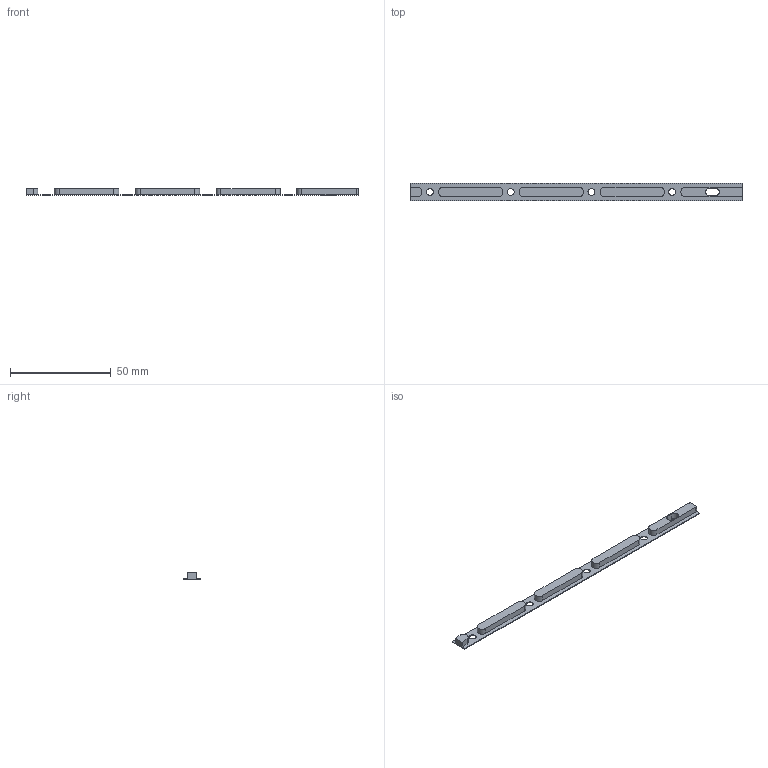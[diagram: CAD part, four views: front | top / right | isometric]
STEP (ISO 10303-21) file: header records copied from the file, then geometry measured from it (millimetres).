
FILE_DESCRIPTION(('FreeCAD Model'),'2;1');
FILE_NAME('Open CASCADE Shape Model','1974-01-01T00:00:00',(''),(''), 'Open CASCADE STEP processor 7.7','FreeCAD','Unknown');
FILE_SCHEMA(('AUTOMOTIVE_DESIGN { 1 0 10303 214 1 1 1 1 }'));
Length unit declared in the file: millimetre
Products named in the file (1): k1_rail_pad_fysetc_step
Bounding box: 164.9 x 8.8 x 3.4 mm (x, y, z)
Volume: 2333.9 mm3; surface area: 3888.7 mm2
Topology: 1 solids, 1 shells, 39 faces, 102 edges, 68 vertices
Faces by surface type: plane 23, cylinder 16
Full cylindrical faces by diameter (mm): 3.4 x4
Entity records: 1238 total; most frequent: DIRECTION 214, CARTESIAN_POINT 210, ORIENTED_EDGE 204, EDGE_CURVE 102, AXIS2_PLACEMENT_3D 72, LINE 70, VECTOR 70, VERTEX_POINT 68
